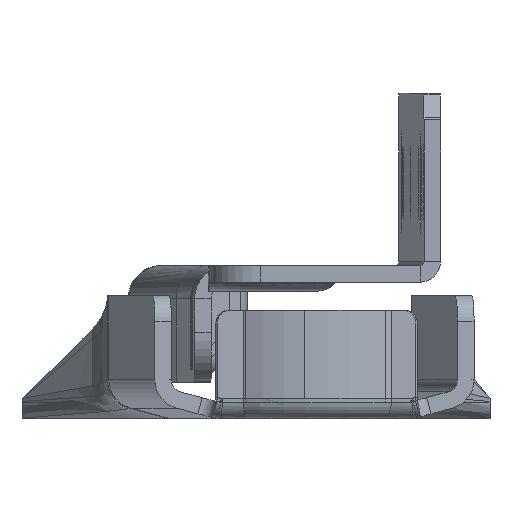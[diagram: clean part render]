
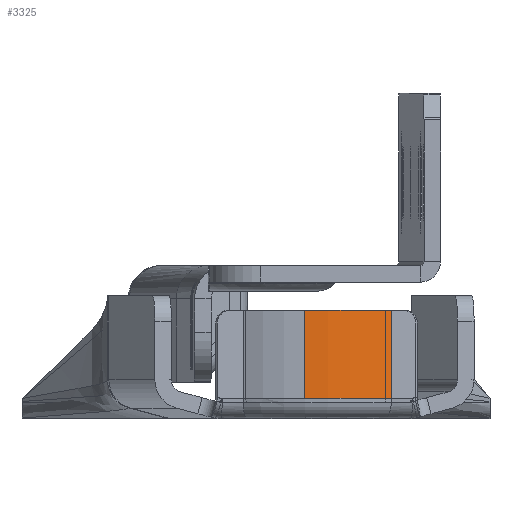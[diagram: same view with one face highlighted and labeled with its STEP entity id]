
A CAD part, left-side view. The second image highlights one B-rep face of the part: STEP entity #3325.
In plain terms, the highlighted cylindrical face has radius 12.3 mm (diameter 24.6 mm), a partial arc.
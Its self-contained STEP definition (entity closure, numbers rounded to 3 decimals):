
#67 = DIRECTION ( 'NONE',  ( 0., 0., -1. ) ) ;
#587 = LINE ( 'NONE', #2286, #16222 ) ;
#588 = DIRECTION ( 'NONE',  ( 0., 0., -1. ) ) ;
#1448 = CARTESIAN_POINT ( 'NONE',  ( -300.001, -2.904, 7.2 ) ) ;
#2286 = CARTESIAN_POINT ( 'NONE',  ( -297.958, -9.693, 7.2 ) ) ;
#3325 = ADVANCED_FACE ( 'NONE', ( #20129 ), #6823, .T. ) ;
#3366 = VECTOR ( 'NONE', #588, 1000. ) ;
#3938 = ORIENTED_EDGE ( 'NONE', *, *, #12053, .F. ) ;
#4853 = DIRECTION ( 'NONE',  ( 1., 0., 0. ) ) ;
#5841 = CARTESIAN_POINT ( 'NONE',  ( -300.001, -2.904, 7.2 ) ) ;
#6177 = EDGE_CURVE ( 'NONE', #19042, #21054, #587, .T. ) ;
#6349 = CARTESIAN_POINT ( 'NONE',  ( -287.701, -2.904, 0.3 ) ) ;
#6457 = DIRECTION ( 'NONE',  ( 0., 0., 1. ) ) ;
#6811 = CARTESIAN_POINT ( 'NONE',  ( -297.958, -9.693, 0.3 ) ) ;
#6823 = CYLINDRICAL_SURFACE ( 'NONE', #18050, 12.3 ) ;
#7948 = DIRECTION ( 'NONE',  ( 1., 0., 0. ) ) ;
#8021 = EDGE_LOOP ( 'NONE', ( #3938, #8457, #13142, #8882 ) ) ;
#8457 = ORIENTED_EDGE ( 'NONE', *, *, #21179, .T. ) ;
#8498 = CIRCLE ( 'NONE', #14685, 12.3 ) ;
#8882 = ORIENTED_EDGE ( 'NONE', *, *, #6177, .F. ) ;
#9705 = EDGE_CURVE ( 'NONE', #12139, #21054, #8498, .T. ) ;
#9774 = DIRECTION ( 'NONE',  ( 0., 0., 1. ) ) ;
#10193 = CARTESIAN_POINT ( 'NONE',  ( -287.701, -2.904, 7.2 ) ) ;
#10256 = CIRCLE ( 'NONE', #14718, 12.3 ) ;
#10455 = LINE ( 'NONE', #5841, #3366 ) ;
#12053 = EDGE_CURVE ( 'NONE', #17340, #19042, #10256, .T. ) ;
#12139 = VERTEX_POINT ( 'NONE', #20071 ) ;
#12779 = DIRECTION ( 'NONE',  ( 0., 0., -1. ) ) ;
#13142 = ORIENTED_EDGE ( 'NONE', *, *, #9705, .T. ) ;
#13263 = DIRECTION ( 'NONE',  ( -1., 0., 0. ) ) ;
#14685 = AXIS2_PLACEMENT_3D ( 'NONE', #6349, #6457, #7948 ) ;
#14718 = AXIS2_PLACEMENT_3D ( 'NONE', #10193, #9774, #4853 ) ;
#16222 = VECTOR ( 'NONE', #12779, 1000. ) ;
#17298 = CARTESIAN_POINT ( 'NONE',  ( -297.958, -9.693, 7.2 ) ) ;
#17340 = VERTEX_POINT ( 'NONE', #1448 ) ;
#18050 = AXIS2_PLACEMENT_3D ( 'NONE', #18118, #67, #13263 ) ;
#18118 = CARTESIAN_POINT ( 'NONE',  ( -287.701, -2.904, 7.2 ) ) ;
#19042 = VERTEX_POINT ( 'NONE', #17298 ) ;
#20071 = CARTESIAN_POINT ( 'NONE',  ( -300.001, -2.904, 0.3 ) ) ;
#20129 = FACE_OUTER_BOUND ( 'NONE', #8021, .T. ) ;
#21054 = VERTEX_POINT ( 'NONE', #6811 ) ;
#21179 = EDGE_CURVE ( 'NONE', #17340, #12139, #10455, .T. ) ;
